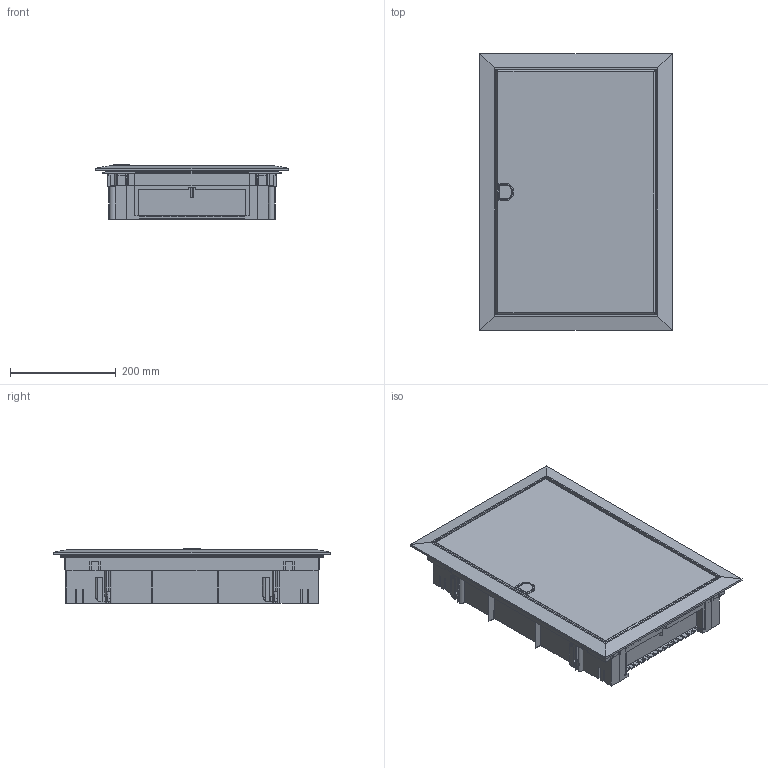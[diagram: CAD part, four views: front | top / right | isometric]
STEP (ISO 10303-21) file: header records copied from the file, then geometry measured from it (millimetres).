
FILE_DESCRIPTION(('STEP AP214'),'1');
FILE_NAME('cctmp_0B70165C-C63F-4DD8-9B4C-3D19F3BB282F_2023_07_22_12_50_20_0042..stp','2023-07-22T10:50:21',('SIEMENS A&D'),('CADClick - www.CADClick.com'),'Spatial InterOp 3D postprocessed',' ','unknown authorization');
FILE_SCHEMA(('AUTOMOTIVE_DESIGN'));
Length unit declared in the file: millimetre
Products named in the file (5): cc_unnamed; 2023_07_22_12_50_19_0986; 2023_07_22_12_50_19_0982; 2023_07_22_12_50_19_0978; 2023_07_22_12_50_19_0974
Assembly tree (4 placements, depth 2):
  cc_unnamed
    2023_07_22_12_50_19_0986
    2023_07_22_12_50_19_0982
    2023_07_22_12_50_19_0978
    2023_07_22_12_50_19_0974
Bounding box: 365 x 525 x 104 mm (x, y, z)
Volume: 1545301.7 mm3; surface area: 1178990.2 mm2
Topology: 4 solids, 4 shells, 1297 faces, 3696 edges, 2390 vertices
Faces by surface type: plane 1051, cylinder 170, torus 40, bspline 16, cone 12, sphere 8
Entity records: 76630 total; most frequent: CARTESIAN_POINT 14464, STYLED_ITEM 7379, PRESENTATION_STYLE_ASSIGNMENT 7379, ORIENTED_EDGE 7378, DIRECTION 6556, EDGE_CURVE 3688, CURVE_STYLE 3688, DRAUGHTING_PRE_DEFINED_CURVE_FONT 3688
